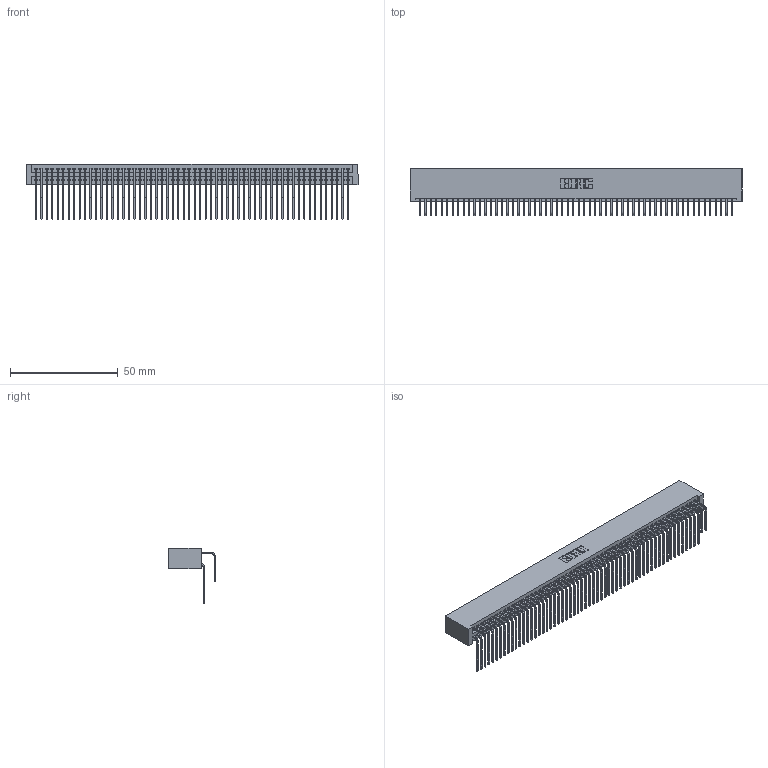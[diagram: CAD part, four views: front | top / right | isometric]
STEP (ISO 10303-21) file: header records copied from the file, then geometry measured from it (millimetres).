
FILE_DESCRIPTION (( 'STEP AP203' ), '1' );
FILE_NAME ('345-116-558-201.STEP', '2018-10-18T19:56:46', ( '' ), ( '' ), 'SwSTEP 2.0', 'SolidWorks 2016', '' );
FILE_SCHEMA (( 'CONFIG_CONTROL_DESIGN' ));
Length unit declared in the file: inch
Products named in the file (4): 345-292-001_558 559 Tail - 1; 345-116-558-201; 345 Part_No Mounting Lugs; 345-292-001_558 Tail - 2
Assembly tree (117 placements, depth 2):
  345-116-558-201
    345 Part_No Mounting Lugs
    345-292-001_558 559 Tail - 1  x58
    345-292-001_558 Tail - 2  x58
Bounding box: 153.92 x 21.83 x 25.53 mm (x, y, z)
Volume: 16385.9 mm3; surface area: 27981 mm2
Topology: 117 solids, 117 shells, 6150 faces, 18297 edges, 12042 vertices
Faces by surface type: plane 4136, cylinder 2014
Entity records: 44729 total; most frequent: CARTESIAN_POINT 7527, ORIENTED_EDGE 7410, DIRECTION 6585, EDGE_CURVE 3705, LINE 3309, VECTOR 3309, VERTEX_POINT 2466, AXIS2_PLACEMENT_3D 1638
